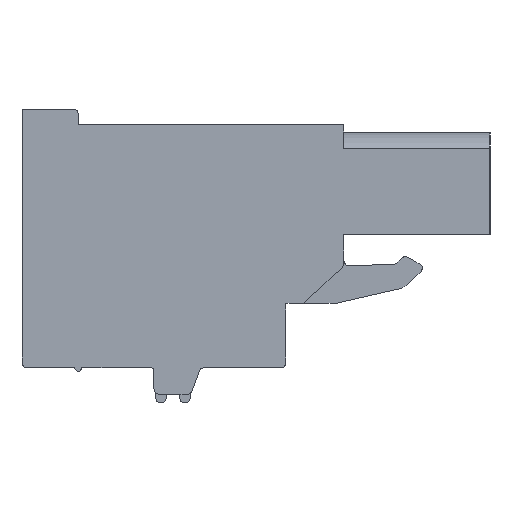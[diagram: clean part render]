
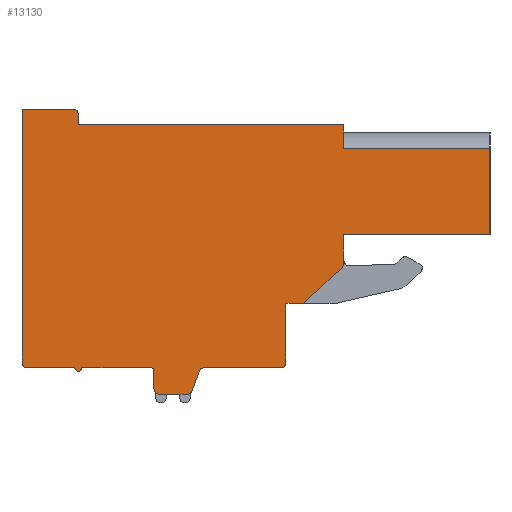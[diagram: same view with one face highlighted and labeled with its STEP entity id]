
A CAD part, left-side view. The second image highlights one B-rep face of the part: STEP entity #13130.
In plain terms, the highlighted planar face has unit normal (-1, 0, 0).
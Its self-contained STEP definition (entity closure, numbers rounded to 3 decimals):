
#1=DIRECTION('',(0.,1.,0.));
#2=VECTOR('',#1,8.3);
#3=CARTESIAN_POINT('',(0.,-13.96,5.635));
#4=LINE('',#3,#2);
#5=DIRECTION('',(0.,1.,0.));
#6=VECTOR('',#5,8.3);
#7=CARTESIAN_POINT('',(0.,-13.96,0.73));
#8=LINE('',#7,#6);
#9=DIRECTION('',(0.,0.,-1.));
#10=VECTOR('',#9,1.64);
#11=CARTESIAN_POINT('',(0.,-5.66,0.73));
#12=LINE('',#11,#10);
#13=CARTESIAN_POINT('',(0.,-5.36,-0.91));
#14=DIRECTION('',(1.,0.,0.));
#15=DIRECTION('',(0.,-1.,0.));
#16=AXIS2_PLACEMENT_3D('',#13,#14,#15);
#18=DIRECTION('',(0.,0.731,-0.683));
#19=VECTOR('',#18,3.018);
#20=CARTESIAN_POINT('',(0.,-5.565,-1.129));
#21=LINE('',#20,#19);
#22=DIRECTION('',(0.,1.,0.));
#23=VECTOR('',#22,1.);
#24=CARTESIAN_POINT('',(0.,-3.36,-3.19));
#25=LINE('',#24,#23);
#26=DIRECTION('',(0.,0.,-1.));
#27=VECTOR('',#26,0.5);
#28=CARTESIAN_POINT('',(0.,-2.36,-3.19));
#29=LINE('',#28,#27);
#30=DIRECTION('',(0.,0.,-1.));
#31=VECTOR('',#30,2.35);
#32=CARTESIAN_POINT('',(0.,-2.36,-3.69));
#33=LINE('',#32,#31);
#34=DIRECTION('',(0.,0.,-1.));
#35=VECTOR('',#34,0.5);
#36=CARTESIAN_POINT('',(0.,-2.36,-6.04));
#37=LINE('',#36,#35);
#38=CARTESIAN_POINT('',(0.,-2.06,-6.54));
#39=DIRECTION('',(1.,0.,0.));
#40=DIRECTION('',(0.,-1.,0.));
#41=AXIS2_PLACEMENT_3D('',#38,#39,#40);
#43=DIRECTION('',(0.,1.,0.));
#44=VECTOR('',#43,4.34);
#45=CARTESIAN_POINT('',(0.,-2.06,-6.84));
#46=LINE('',#45,#44);
#47=CARTESIAN_POINT('',(0.,2.28,-7.14));
#48=DIRECTION('',(-1.,0.,0.));
#49=DIRECTION('',(0.,0.,1.));
#50=AXIS2_PLACEMENT_3D('',#47,#48,#49);
#52=DIRECTION('',(0.,0.345,-0.939));
#53=VECTOR('',#52,1.179);
#54=CARTESIAN_POINT('',(0.,2.562,-7.037));
#55=LINE('',#54,#53);
#56=CARTESIAN_POINT('',(0.,3.25,-8.04));
#57=DIRECTION('',(1.,0.,0.));
#58=DIRECTION('',(0.,-0.939,-0.345));
#59=AXIS2_PLACEMENT_3D('',#56,#57,#58);
#61=DIRECTION('',(0.,1.,0.));
#62=VECTOR('',#61,1.59);
#63=CARTESIAN_POINT('',(0.,3.25,-8.34));
#64=LINE('',#63,#62);
#65=CARTESIAN_POINT('',(0.,4.84,-8.04));
#66=DIRECTION('',(1.,0.,0.));
#67=DIRECTION('',(0.,0.,-1.));
#68=AXIS2_PLACEMENT_3D('',#65,#66,#67);
#70=DIRECTION('',(0.,0.,1.));
#71=VECTOR('',#70,1.);
#72=CARTESIAN_POINT('',(0.,5.14,-8.04));
#73=LINE('',#72,#71);
#74=CARTESIAN_POINT('',(0.,5.34,-7.04));
#75=DIRECTION('',(-1.,0.,0.));
#76=DIRECTION('',(0.,-1.,0.));
#77=AXIS2_PLACEMENT_3D('',#74,#75,#76);
#79=DIRECTION('',(0.,1.,0.));
#80=VECTOR('',#79,3.9);
#81=CARTESIAN_POINT('',(0.,5.34,-6.84));
#82=LINE('',#81,#80);
#83=CARTESIAN_POINT('',(0.,9.44,-6.84));
#84=DIRECTION('',(1.,0.,0.));
#85=DIRECTION('',(0.,-1.,0.));
#86=AXIS2_PLACEMENT_3D('',#83,#84,#85);
#88=DIRECTION('',(0.,1.,0.));
#89=VECTOR('',#88,2.7);
#90=CARTESIAN_POINT('',(0.,9.64,-6.84));
#91=LINE('',#90,#89);
#92=CARTESIAN_POINT('',(0.,12.34,-6.54));
#93=DIRECTION('',(1.,0.,0.));
#94=DIRECTION('',(0.,0.,-1.));
#95=AXIS2_PLACEMENT_3D('',#92,#93,#94);
#97=DIRECTION('',(0.,0.,1.));
#98=VECTOR('',#97,0.5);
#99=CARTESIAN_POINT('',(0.,12.64,-6.54));
#100=LINE('',#99,#98);
#101=DIRECTION('',(0.,0.,1.));
#102=VECTOR('',#101,13.9);
#103=CARTESIAN_POINT('',(0.,12.64,-6.04));
#104=LINE('',#103,#102);
#105=DIRECTION('',(0.,-1.,0.));
#106=VECTOR('',#105,2.9);
#107=CARTESIAN_POINT('',(0.,12.64,7.86));
#108=LINE('',#107,#106);
#109=CARTESIAN_POINT('',(0.,9.74,7.56));
#110=DIRECTION('',(1.,0.,0.));
#111=DIRECTION('',(0.,0.,1.));
#112=AXIS2_PLACEMENT_3D('',#109,#110,#111);
#114=DIRECTION('',(0.,0.,-1.));
#115=VECTOR('',#114,0.6);
#116=CARTESIAN_POINT('',(0.,9.44,7.56));
#117=LINE('',#116,#115);
#118=DIRECTION('',(0.,-1.,0.));
#119=VECTOR('',#118,15.1);
#120=CARTESIAN_POINT('',(0.,9.44,6.96));
#121=LINE('',#120,#119);
#274=DIRECTION('',(0.,0.,1.));
#275=VECTOR('',#274,1.325);
#276=CARTESIAN_POINT('',(0.,-5.66,5.635));
#277=LINE('',#276,#275);
#763=DIRECTION('',(0.,0.,1.));
#764=VECTOR('',#763,4.905);
#765=CARTESIAN_POINT('',(0.,-13.96,0.73));
#766=LINE('',#765,#764);
#9943=CARTESIAN_POINT('',(0.,12.34,-6.84));
#9944=CARTESIAN_POINT('',(0.,12.64,-6.54));
#9945=VERTEX_POINT('',#9943);
#9946=VERTEX_POINT('',#9944);
#9947=CARTESIAN_POINT('',(0.,12.64,-6.04));
#9948=VERTEX_POINT('',#9947);
#9949=CARTESIAN_POINT('',(0.,12.64,7.86));
#9950=VERTEX_POINT('',#9949);
#9951=CARTESIAN_POINT('',(0.,9.74,7.86));
#9952=VERTEX_POINT('',#9951);
#9953=CARTESIAN_POINT('',(0.,9.44,7.56));
#9954=VERTEX_POINT('',#9953);
#9955=CARTESIAN_POINT('',(0.,9.44,6.96));
#9956=VERTEX_POINT('',#9955);
#9957=CARTESIAN_POINT('',(0.,-5.66,6.96));
#9958=VERTEX_POINT('',#9957);
#9959=CARTESIAN_POINT('',(0.,-13.96,0.73));
#9960=CARTESIAN_POINT('',(0.,-5.66,0.73));
#9961=VERTEX_POINT('',#9959);
#9962=VERTEX_POINT('',#9960);
#9963=CARTESIAN_POINT('',(0.,-5.66,-0.91));
#9964=VERTEX_POINT('',#9963);
#9965=CARTESIAN_POINT('',(0.,-5.565,-1.129));
#9966=VERTEX_POINT('',#9965);
#9967=CARTESIAN_POINT('',(0.,-3.36,-3.19));
#9968=VERTEX_POINT('',#9967);
#9969=CARTESIAN_POINT('',(0.,-2.36,-3.19));
#9970=VERTEX_POINT('',#9969);
#9971=CARTESIAN_POINT('',(0.,-2.36,-3.69));
#9972=VERTEX_POINT('',#9971);
#9973=CARTESIAN_POINT('',(0.,-2.36,-6.04));
#9974=VERTEX_POINT('',#9973);
#9975=CARTESIAN_POINT('',(0.,-2.36,-6.54));
#9976=VERTEX_POINT('',#9975);
#9977=CARTESIAN_POINT('',(0.,-2.06,-6.84));
#9978=VERTEX_POINT('',#9977);
#9979=CARTESIAN_POINT('',(0.,2.28,-6.84));
#9980=VERTEX_POINT('',#9979);
#9981=CARTESIAN_POINT('',(0.,2.562,-7.037));
#9982=VERTEX_POINT('',#9981);
#9983=CARTESIAN_POINT('',(0.,2.968,-8.143));
#9984=VERTEX_POINT('',#9983);
#9985=CARTESIAN_POINT('',(0.,3.25,-8.34));
#9986=VERTEX_POINT('',#9985);
#9987=CARTESIAN_POINT('',(0.,4.84,-8.34));
#9988=VERTEX_POINT('',#9987);
#9989=CARTESIAN_POINT('',(0.,5.14,-8.04));
#9990=VERTEX_POINT('',#9989);
#9991=CARTESIAN_POINT('',(0.,5.14,-7.04));
#9992=VERTEX_POINT('',#9991);
#9993=CARTESIAN_POINT('',(0.,5.34,-6.84));
#9994=VERTEX_POINT('',#9993);
#9995=CARTESIAN_POINT('',(0.,9.24,-6.84));
#9996=VERTEX_POINT('',#9995);
#9997=CARTESIAN_POINT('',(0.,9.64,-6.84));
#9998=VERTEX_POINT('',#9997);
#10303=CARTESIAN_POINT('',(0.,-13.96,5.635));
#10304=CARTESIAN_POINT('',(0.,-5.66,5.635));
#10305=VERTEX_POINT('',#10303);
#10306=VERTEX_POINT('',#10304);
#13063=CARTESIAN_POINT('',(0.,0.,0.));
#13064=DIRECTION('',(1.,0.,0.));
#13065=DIRECTION('',(0.,-1.,0.));
#13066=AXIS2_PLACEMENT_3D('',#13063,#13064,#13065);
#13067=PLANE('',#13066);
#13069=ORIENTED_EDGE('',*,*,#13068,.F.);
#13071=ORIENTED_EDGE('',*,*,#13070,.F.);
#13073=ORIENTED_EDGE('',*,*,#13072,.T.);
#13075=ORIENTED_EDGE('',*,*,#13074,.T.);
#13077=ORIENTED_EDGE('',*,*,#13076,.T.);
#13079=ORIENTED_EDGE('',*,*,#13078,.T.);
#13081=ORIENTED_EDGE('',*,*,#13080,.T.);
#13083=ORIENTED_EDGE('',*,*,#13082,.T.);
#13085=ORIENTED_EDGE('',*,*,#13084,.T.);
#13087=ORIENTED_EDGE('',*,*,#13086,.T.);
#13089=ORIENTED_EDGE('',*,*,#13088,.T.);
#13091=ORIENTED_EDGE('',*,*,#13090,.T.);
#13093=ORIENTED_EDGE('',*,*,#13092,.T.);
#13095=ORIENTED_EDGE('',*,*,#13094,.T.);
#13097=ORIENTED_EDGE('',*,*,#13096,.T.);
#13099=ORIENTED_EDGE('',*,*,#13098,.T.);
#13101=ORIENTED_EDGE('',*,*,#13100,.T.);
#13103=ORIENTED_EDGE('',*,*,#13102,.T.);
#13105=ORIENTED_EDGE('',*,*,#13104,.T.);
#13107=ORIENTED_EDGE('',*,*,#13106,.T.);
#13109=ORIENTED_EDGE('',*,*,#13108,.T.);
#13111=ORIENTED_EDGE('',*,*,#13110,.T.);
#13113=ORIENTED_EDGE('',*,*,#13112,.T.);
#13115=ORIENTED_EDGE('',*,*,#13114,.T.);
#13117=ORIENTED_EDGE('',*,*,#13116,.T.);
#13119=ORIENTED_EDGE('',*,*,#13118,.T.);
#13121=ORIENTED_EDGE('',*,*,#13120,.T.);
#13123=ORIENTED_EDGE('',*,*,#13122,.T.);
#13125=ORIENTED_EDGE('',*,*,#13124,.T.);
#13127=ORIENTED_EDGE('',*,*,#13126,.F.);
#13128=EDGE_LOOP('',(#13069,#13071,#13073,#13075,#13077,#13079,#13081,#13083,
#13085,#13087,#13089,#13091,#13093,#13095,#13097,#13099,#13101,#13103,#13105,
#13107,#13109,#13111,#13113,#13115,#13117,#13119,#13121,#13123,#13125,#13127));
#13129=FACE_OUTER_BOUND('',#13128,.F.);
#13130=ADVANCED_FACE('',(#13129),#13067,.F.);
#17=CIRCLE('',#16,0.3);
#42=CIRCLE('',#41,0.3);
#51=CIRCLE('',#50,0.3);
#60=CIRCLE('',#59,0.3);
#69=CIRCLE('',#68,0.3);
#78=CIRCLE('',#77,0.2);
#87=CIRCLE('',#86,0.2);
#96=CIRCLE('',#95,0.3);
#113=CIRCLE('',#112,0.3);
#13068=EDGE_CURVE('',#10305,#10306,#4,.T.);
#13070=EDGE_CURVE('',#9961,#10305,#766,.T.);
#13072=EDGE_CURVE('',#9961,#9962,#8,.T.);
#13074=EDGE_CURVE('',#9962,#9964,#12,.T.);
#13076=EDGE_CURVE('',#9964,#9966,#17,.T.);
#13078=EDGE_CURVE('',#9966,#9968,#21,.T.);
#13080=EDGE_CURVE('',#9968,#9970,#25,.T.);
#13082=EDGE_CURVE('',#9970,#9972,#29,.T.);
#13084=EDGE_CURVE('',#9972,#9974,#33,.T.);
#13086=EDGE_CURVE('',#9974,#9976,#37,.T.);
#13088=EDGE_CURVE('',#9976,#9978,#42,.T.);
#13090=EDGE_CURVE('',#9978,#9980,#46,.T.);
#13092=EDGE_CURVE('',#9980,#9982,#51,.T.);
#13094=EDGE_CURVE('',#9982,#9984,#55,.T.);
#13096=EDGE_CURVE('',#9984,#9986,#60,.T.);
#13098=EDGE_CURVE('',#9986,#9988,#64,.T.);
#13100=EDGE_CURVE('',#9988,#9990,#69,.T.);
#13102=EDGE_CURVE('',#9990,#9992,#73,.T.);
#13104=EDGE_CURVE('',#9992,#9994,#78,.T.);
#13106=EDGE_CURVE('',#9994,#9996,#82,.T.);
#13108=EDGE_CURVE('',#9996,#9998,#87,.T.);
#13110=EDGE_CURVE('',#9998,#9945,#91,.T.);
#13112=EDGE_CURVE('',#9945,#9946,#96,.T.);
#13114=EDGE_CURVE('',#9946,#9948,#100,.T.);
#13116=EDGE_CURVE('',#9948,#9950,#104,.T.);
#13118=EDGE_CURVE('',#9950,#9952,#108,.T.);
#13120=EDGE_CURVE('',#9952,#9954,#113,.T.);
#13122=EDGE_CURVE('',#9954,#9956,#117,.T.);
#13124=EDGE_CURVE('',#9956,#9958,#121,.T.);
#13126=EDGE_CURVE('',#10306,#9958,#277,.T.);
